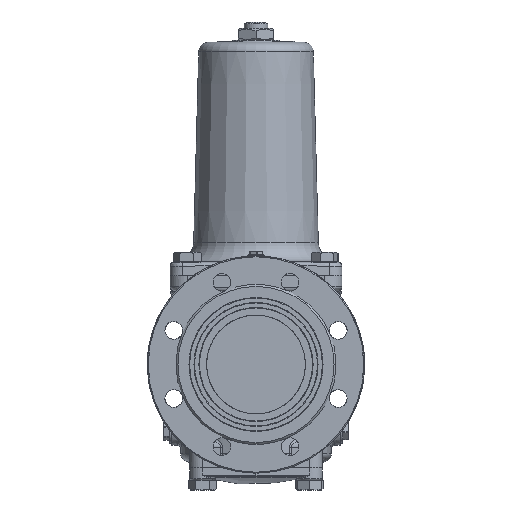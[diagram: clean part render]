
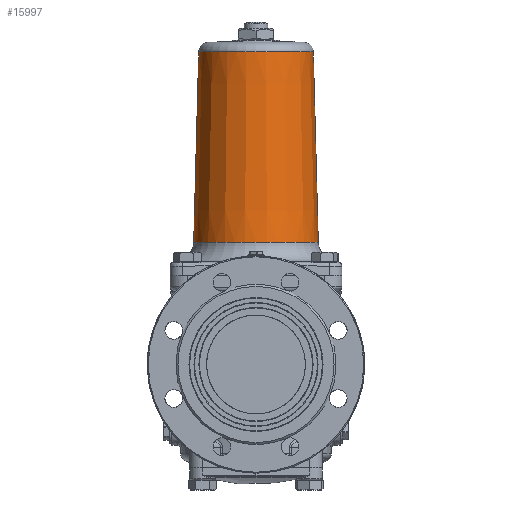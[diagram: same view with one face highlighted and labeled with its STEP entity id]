
A CAD part, left-side view. The second image highlights one B-rep face of the part: STEP entity #15997.
In plain terms, the highlighted conical face has half-angle 1.5 degrees and reference radius 60.644 mm.
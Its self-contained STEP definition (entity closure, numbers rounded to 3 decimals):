
#338=CONICAL_SURFACE('',#17246,60.644,0.026);
#996=LINE('',#24968,#1759);
#1759=VECTOR('',#19470,60.644);
#3622=FACE_OUTER_BOUND('',#4676,.T.);
#4676=EDGE_LOOP('',(#11525,#11526,#11527,#11528,#11529,#11530));
#5737=CIRCLE('',#17247,58.);
#5738=CIRCLE('',#17248,58.);
#5739=CIRCLE('',#17249,63.045);
#5740=CIRCLE('',#17250,63.045);
#6755=VERTEX_POINT('',#24963);
#6756=VERTEX_POINT('',#24964);
#6757=VERTEX_POINT('',#24967);
#6758=VERTEX_POINT('',#24969);
#8526=EDGE_CURVE('',#6755,#6756,#5737,.T.);
#8527=EDGE_CURVE('',#6756,#6755,#5738,.T.);
#8528=EDGE_CURVE('',#6756,#6757,#996,.T.);
#8529=EDGE_CURVE('',#6758,#6757,#5739,.T.);
#8530=EDGE_CURVE('',#6757,#6758,#5740,.T.);
#11525=ORIENTED_EDGE('',*,*,#8526,.F.);
#11526=ORIENTED_EDGE('',*,*,#8527,.F.);
#11527=ORIENTED_EDGE('',*,*,#8528,.T.);
#11528=ORIENTED_EDGE('',*,*,#8529,.F.);
#11529=ORIENTED_EDGE('',*,*,#8530,.F.);
#11530=ORIENTED_EDGE('',*,*,#8528,.F.);
#15997=ADVANCED_FACE('',(#3622),#338,.T.);
#17246=AXIS2_PLACEMENT_3D('',#24962,#19464,#19465);
#17247=AXIS2_PLACEMENT_3D('',#24965,#19466,#19467);
#17248=AXIS2_PLACEMENT_3D('',#24966,#19468,#19469);
#17249=AXIS2_PLACEMENT_3D('',#24970,#19471,#19472);
#17250=AXIS2_PLACEMENT_3D('',#24971,#19473,#19474);
#19464=DIRECTION('center_axis',(0.,0.,-1.));
#19465=DIRECTION('ref_axis',(0.,1.,0.));
#19466=DIRECTION('center_axis',(0.,0.,1.));
#19467=DIRECTION('ref_axis',(0.,-1.,0.));
#19468=DIRECTION('center_axis',(0.,0.,1.));
#19469=DIRECTION('ref_axis',(0.,-1.,0.));
#19470=DIRECTION('',(0.,-0.026,-1.));
#19471=DIRECTION('center_axis',(0.,0.,-1.));
#19472=DIRECTION('ref_axis',(0.,-1.,0.));
#19473=DIRECTION('center_axis',(0.,0.,-1.));
#19474=DIRECTION('ref_axis',(0.,-1.,0.));
#24962=CARTESIAN_POINT('Origin',(0.,0.,
215.305));
#24963=CARTESIAN_POINT('',(58.,0.,316.262));
#24964=CARTESIAN_POINT('',(0.,-58.,316.262));
#24965=CARTESIAN_POINT('Origin',(0.,0.,
316.262));
#24966=CARTESIAN_POINT('Origin',(0.,0.,
316.262));
#24967=CARTESIAN_POINT('',(0.,-63.045,123.582));
#24968=CARTESIAN_POINT('',(0.,-60.644,215.305));
#24969=CARTESIAN_POINT('',(63.045,0.,123.582));
#24970=CARTESIAN_POINT('Origin',(0.,0.,
123.582));
#24971=CARTESIAN_POINT('Origin',(0.,0.,
123.582));
